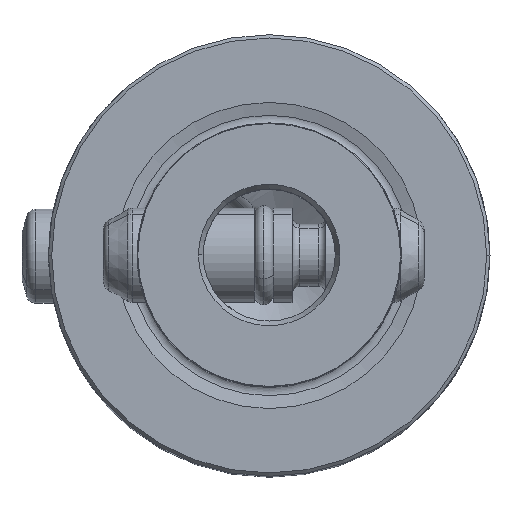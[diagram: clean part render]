
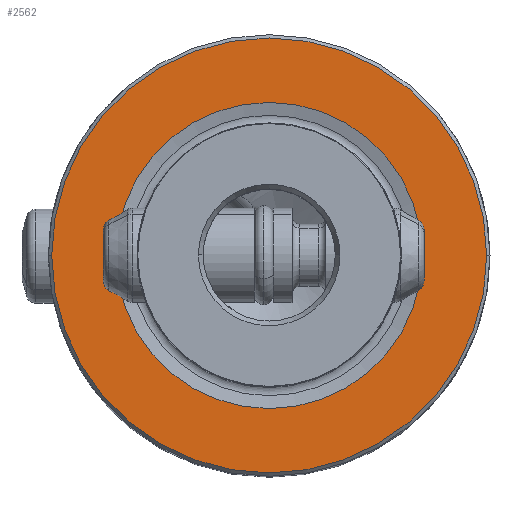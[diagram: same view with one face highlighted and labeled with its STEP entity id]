
A CAD part, top view. The second image highlights one B-rep face of the part: STEP entity #2562.
In plain terms, the highlighted planar face has unit normal (0, 0, 1).
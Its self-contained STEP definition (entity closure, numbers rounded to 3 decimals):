
#942=VERTEX_POINT('NONE',#2736);
#954=EDGE_CURVE('NONE',#2094,#1648,#2749,.T.);
#1070=EDGE_CURVE('NONE',#2152,#942,#2877,.T.);
#1158=EDGE_CURVE('NONE',#1648,#2094,#2975,.T.);
#1648=VERTEX_POINT('NONE',#3522);
#2094=VERTEX_POINT('NONE',#4015);
#2152=VERTEX_POINT('NONE',#4080);
#2250=EDGE_CURVE('NONE',#942,#2152,#4188,.T.);
#2562=ADVANCED_FACE('NONE',(#4538,#4539),#4540,.T.);
#2736=CARTESIAN_POINT('',(-8.112,0.,0.0));
#2749=CIRCLE('',#4746,11.525);
#2877=CIRCLE('',#4987,8.112);
#2975=CIRCLE('',#5119,11.525);
#3522=CARTESIAN_POINT('',(11.525,0.,0.0));
#4015=CARTESIAN_POINT('',(-11.525,0.,0.0));
#4080=CARTESIAN_POINT('',(8.112,0.,0.0));
#4188=CIRCLE('',#7150,8.112);
#4538=FACE_OUTER_BOUND('',#7648,.T.);
#4539=FACE_BOUND('',#7649,.T.);
#4540=PLANE('',#7650);
#4746=AXIS2_PLACEMENT_3D('',#7939,#7940,#7941);
#4987=AXIS2_PLACEMENT_3D('',#8076,#8077,#8078);
#5119=AXIS2_PLACEMENT_3D('',#8188,#8189,#8190);
#7150=AXIS2_PLACEMENT_3D('',#9643,#9644,#9645);
#7648=EDGE_LOOP('',(#10096,#10097));
#7649=EDGE_LOOP('',(#10098,#10099));
#7650=AXIS2_PLACEMENT_3D('',#10100,#10101,#10102);
#7939=CARTESIAN_POINT('',(0.0,0.0,0.0));
#7940=DIRECTION('',(0.0,0.0,-1.0));
#7941=DIRECTION('',(0.0,1.0,0.0));
#8076=CARTESIAN_POINT('',(0.0,0.0,0.0));
#8077=DIRECTION('',(0.0,-0.0,1.0));
#8078=DIRECTION('',(0.0,1.0,0.0));
#8188=CARTESIAN_POINT('',(0.0,0.0,0.0));
#8189=DIRECTION('',(0.0,0.0,-1.0));
#8190=DIRECTION('',(0.0,1.0,0.0));
#9643=CARTESIAN_POINT('',(0.0,0.0,0.0));
#9644=DIRECTION('',(0.0,-0.0,1.0));
#9645=DIRECTION('',(0.0,1.0,0.0));
#10096=ORIENTED_EDGE('',*,*,#954,.F.);
#10097=ORIENTED_EDGE('',*,*,#1158,.F.);
#10098=ORIENTED_EDGE('',*,*,#1070,.F.);
#10099=ORIENTED_EDGE('',*,*,#2250,.F.);
#10100=CARTESIAN_POINT('',(-7.0,0.0,0.0));
#10101=DIRECTION('',(0.0,-0.0,1.0));
#10102=DIRECTION('',(0.0,1.0,0.0));
